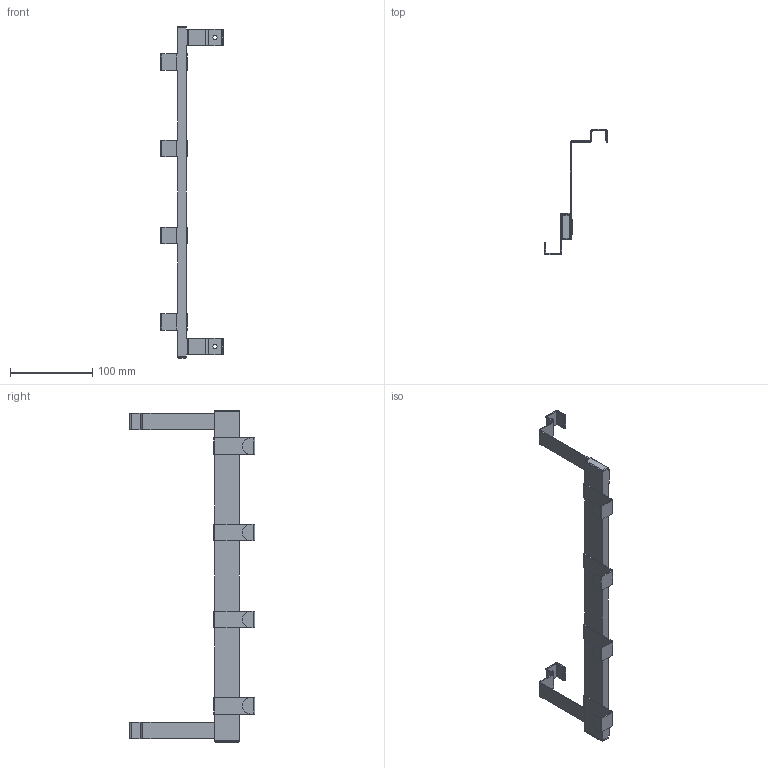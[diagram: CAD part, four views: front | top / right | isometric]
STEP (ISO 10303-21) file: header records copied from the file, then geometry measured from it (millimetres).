
FILE_DESCRIPTION(('Creo Elements/Direct Modeling STEP Export'),'2;1');
FILE_NAME('2569-404.stp','2022-05-31T11:04:27',(''),(''),'Creo Elements/Direct Modeling STEP processor for AP214 (Solid Model)','Creo Elements/Direct Modeling 20.0 12-Nov-2016 (C) Parametric Technology GmbH','');
FILE_SCHEMA(('AUTOMOTIVE_DESIGN { 1 0 10303 214 1 1 1 1 }'));
Length unit declared in the file: millimetre
Products named in the file (3): Filz.5; Tuergarderobe; DIV-11385
Assembly tree (5 placements, depth 2):
  DIV-11385
    Filz.5  x4
    Tuergarderobe
Bounding box: 76.5 x 152.5 x 404 mm (x, y, z)
Volume: 145169.1 mm3; surface area: 58081.5 mm2
Topology: 5 solids, 5 shells, 208 faces, 554 edges, 358 vertices
Faces by surface type: plane 120, cylinder 60, bspline 24, cone 4
Entity records: 7067 total; most frequent: CARTESIAN_POINT 2400, ORIENTED_EDGE 1036, DIRECTION 864, EDGE_CURVE 518, VERTEX_POINT 334, VECTOR 324, LINE 324, AXIS2_PLACEMENT_3D 270
